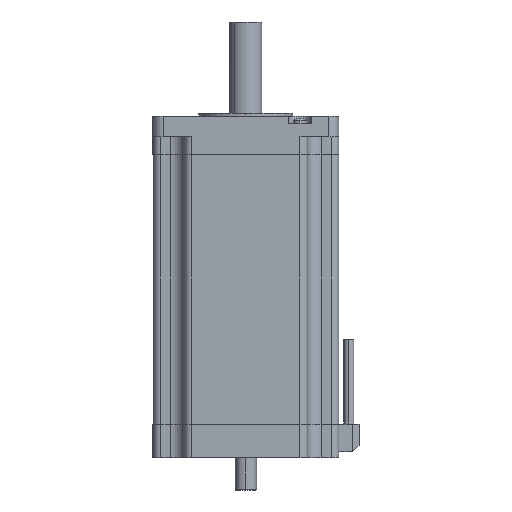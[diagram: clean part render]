
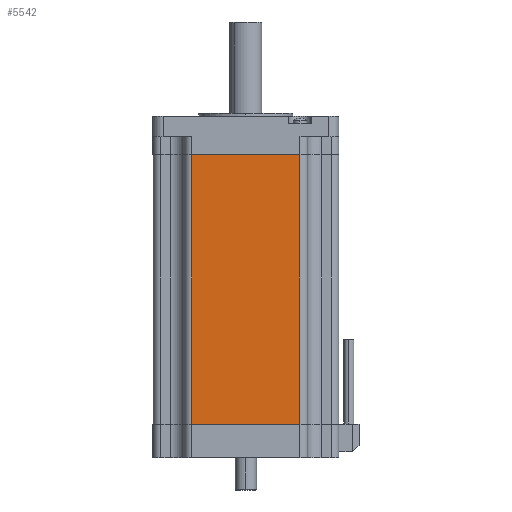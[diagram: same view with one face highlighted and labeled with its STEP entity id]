
A CAD part, left-side view. The second image highlights one B-rep face of the part: STEP entity #5542.
In plain terms, the highlighted planar face has unit normal (-1, 0, 0).
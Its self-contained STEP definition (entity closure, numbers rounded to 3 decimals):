
#4431=DIRECTION('',(0.,1.,0.));
#4432=VECTOR('',#4431,64.);
#4433=CARTESIAN_POINT('',(-54.85,-32.,-23.));
#4434=LINE('',#4433,#4432);
#4814=DIRECTION('',(0.,0.,-1.));
#4815=VECTOR('',#4814,159.);
#4816=CARTESIAN_POINT('',(-54.85,32.,-23.));
#4817=LINE('',#4816,#4815);
#4822=DIRECTION('',(0.,1.,0.));
#4823=VECTOR('',#4822,64.);
#4824=CARTESIAN_POINT('',(-54.85,-32.,-182.));
#4825=LINE('',#4824,#4823);
#4830=DIRECTION('',(0.,0.,1.));
#4831=VECTOR('',#4830,159.);
#4832=CARTESIAN_POINT('',(-54.85,-32.,-182.));
#4833=LINE('',#4832,#4831);
#4972=CARTESIAN_POINT('',(-54.85,-32.,-23.));
#4973=VERTEX_POINT('',#4972);
#4974=CARTESIAN_POINT('',(-54.85,32.,-23.));
#4975=VERTEX_POINT('',#4974);
#5060=CARTESIAN_POINT('',(-54.85,32.,-182.));
#5061=VERTEX_POINT('',#5060);
#5062=CARTESIAN_POINT('',(-54.85,-32.,-182.));
#5063=VERTEX_POINT('',#5062);
#5530=CARTESIAN_POINT('',(-54.85,32.,-182.));
#5531=DIRECTION('',(-1.,0.,0.));
#5532=DIRECTION('',(0.,0.,1.));
#5533=AXIS2_PLACEMENT_3D('',#5530,#5531,#5532);
#5534=PLANE('',#5533);
#5535=ORIENTED_EDGE('',*,*,#5153,.F.);
#5537=ORIENTED_EDGE('',*,*,#5536,.F.);
#5538=ORIENTED_EDGE('',*,*,#5429,.T.);
#5539=ORIENTED_EDGE('',*,*,#5523,.F.);
#5540=EDGE_LOOP('',(#5535,#5537,#5538,#5539));
#5541=FACE_OUTER_BOUND('',#5540,.F.);
#5542=ADVANCED_FACE('',(#5541),#5534,.T.);
#5153=EDGE_CURVE('',#4973,#4975,#4434,.T.);
#5429=EDGE_CURVE('',#5063,#5061,#4825,.T.);
#5523=EDGE_CURVE('',#4975,#5061,#4817,.T.);
#5536=EDGE_CURVE('',#5063,#4973,#4833,.T.);
